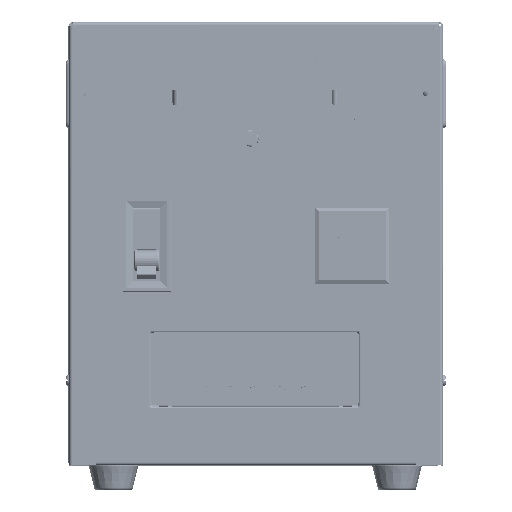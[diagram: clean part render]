
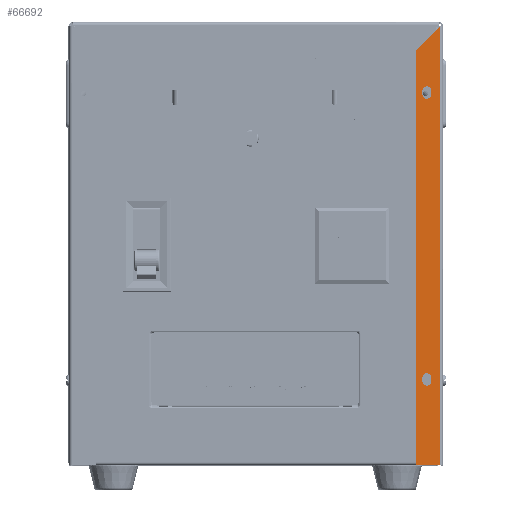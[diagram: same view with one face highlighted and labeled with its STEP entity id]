
A CAD part, top view. The second image highlights one B-rep face of the part: STEP entity #66692.
In plain terms, the highlighted face is planar.
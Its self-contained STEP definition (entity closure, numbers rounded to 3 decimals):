
#57 = CARTESIAN_POINT ( 'NONE',  ( 277., -40.81, 11.576 ) ) ;
#2183 = VERTEX_POINT ( 'NONE', #57 ) ;
#3539 = EDGE_LOOP ( 'NONE', ( #185281, #42078, #92915, #94263 ) ) ;
#9215 = CARTESIAN_POINT ( 'NONE',  ( 277., -40.81, 9.076 ) ) ;
#9932 = CARTESIAN_POINT ( 'NONE',  ( 277., -38.81, 6.576 ) ) ;
#10514 = EDGE_CURVE ( 'NONE', #85282, #50054, #194466, .T. ) ;
#10668 = VECTOR ( 'NONE', #71422, 1000. ) ;
#11149 = VECTOR ( 'NONE', #42867, 1000. ) ;
#11480 = CARTESIAN_POINT ( 'NONE',  ( 277., -38.81, 9.076 ) ) ;
#14223 = CARTESIAN_POINT ( 'NONE',  ( 277., 0., 0. ) ) ;
#16928 = DIRECTION ( 'NONE',  ( 0., 0., -1. ) ) ;
#21604 = VERTEX_POINT ( 'NONE', #194579 ) ;
#25955 = FACE_BOUND ( 'NONE', #60352, .T. ) ;
#30543 = EDGE_CURVE ( 'NONE', #43788, #164352, #110392, .T. ) ;
#33353 = AXIS2_PLACEMENT_3D ( 'NONE', #14223, #126196, #157190 ) ;
#37672 = CIRCLE ( 'NONE', #112574, 2.5 ) ;
#38558 = CARTESIAN_POINT ( 'NONE',  ( 277., -177.761, 177.054 ) ) ;
#42078 = ORIENTED_EDGE ( 'NONE', *, *, #60508, .F. ) ;
#42134 = EDGE_CURVE ( 'NONE', #21604, #202322, #201661, .T. ) ;
#42867 = DIRECTION ( 'NONE',  ( 0., 1., 0. ) ) ;
#43211 = DIRECTION ( 'NONE',  ( 1., 0., 0. ) ) ;
#43788 = VERTEX_POINT ( 'NONE', #51542 ) ;
#47539 = DIRECTION ( 'NONE',  ( 0., 0., 1. ) ) ;
#50054 = VERTEX_POINT ( 'NONE', #59820 ) ;
#50980 = DIRECTION ( 'NONE',  ( 1., 0., 0. ) ) ;
#51114 = CARTESIAN_POINT ( 'NONE',  ( 277., -38.81, 6.576 ) ) ;
#51466 = ORIENTED_EDGE ( 'NONE', *, *, #119742, .F. ) ;
#51542 = CARTESIAN_POINT ( 'NONE',  ( 277., -250., 15. ) ) ;
#52859 = CIRCLE ( 'NONE', #165272, 2.5 ) ;
#54693 = ORIENTED_EDGE ( 'NONE', *, *, #149441, .F. ) ;
#55866 = PLANE ( 'NONE',  #33353 ) ;
#58556 = CARTESIAN_POINT ( 'NONE',  ( 277., -202.81, 11.576 ) ) ;
#59820 = CARTESIAN_POINT ( 'NONE',  ( 277., -200.81, 6.576 ) ) ;
#60352 = EDGE_LOOP ( 'NONE', ( #54693, #190028, #51466, #202159 ) ) ;
#60508 = EDGE_CURVE ( 'NONE', #164352, #101214, #184766, .T. ) ;
#62132 = DIRECTION ( 'NONE',  ( 0., 1., 0. ) ) ;
#64688 = DIRECTION ( 'NONE',  ( 0., -1., 0. ) ) ;
#65553 = DIRECTION ( 'NONE',  ( 0., 1., 0. ) ) ;
#66692 = ADVANCED_FACE ( 'NONE', ( #172160, #25955, #151950 ), #55866, .T. ) ;
#71207 = DIRECTION ( 'NONE',  ( 0., 0., -1. ) ) ;
#71422 = DIRECTION ( 'NONE',  ( 0., -1., 0. ) ) ;
#74173 = DIRECTION ( 'NONE',  ( 0., 0., -1. ) ) ;
#76350 = CARTESIAN_POINT ( 'NONE',  ( 277., -202.81, 11.576 ) ) ;
#78601 = VERTEX_POINT ( 'NONE', #129931 ) ;
#80514 = EDGE_CURVE ( 'NONE', #50054, #21604, #159958, .T. ) ;
#83763 = LINE ( 'NONE', #160706, #157733 ) ;
#84025 = DIRECTION ( 'NONE',  ( 1., 0., 0. ) ) ;
#85014 = VERTEX_POINT ( 'NONE', #207354 ) ;
#85282 = VERTEX_POINT ( 'NONE', #122426 ) ;
#88549 = AXIS2_PLACEMENT_3D ( 'NONE', #101107, #84025, #71207 ) ;
#92915 = ORIENTED_EDGE ( 'NONE', *, *, #30543, .F. ) ;
#93531 = LINE ( 'NONE', #158659, #167662 ) ;
#94263 = ORIENTED_EDGE ( 'NONE', *, *, #156031, .F. ) ;
#101107 = CARTESIAN_POINT ( 'NONE',  ( 277., -202.81, 9.076 ) ) ;
#101214 = VERTEX_POINT ( 'NONE', #103585 ) ;
#102127 = VECTOR ( 'NONE', #62132, 1000. ) ;
#102379 = EDGE_CURVE ( 'NONE', #202322, #85282, #146624, .T. ) ;
#103585 = CARTESIAN_POINT ( 'NONE',  ( 277., -2.507, 1.8 ) ) ;
#103648 = DIRECTION ( 'NONE',  ( 0., 0.707, -0.707 ) ) ;
#106560 = ORIENTED_EDGE ( 'NONE', *, *, #80514, .F. ) ;
#110392 = LINE ( 'NONE', #175557, #152531 ) ;
#111372 = EDGE_CURVE ( 'NONE', #136851, #140466, #154955, .T. ) ;
#111582 = DIRECTION ( 'NONE',  ( 0., 0., -1. ) ) ;
#112574 = AXIS2_PLACEMENT_3D ( 'NONE', #11480, #112627, #111582 ) ;
#112627 = DIRECTION ( 'NONE',  ( 1., 0., 0. ) ) ;
#113259 = CARTESIAN_POINT ( 'NONE',  ( 277., -200.81, 6.576 ) ) ;
#114871 = EDGE_LOOP ( 'NONE', ( #154627, #131688, #106560, #122483 ) ) ;
#119742 = EDGE_CURVE ( 'NONE', #140466, #85014, #37672, .T. ) ;
#120646 = EDGE_CURVE ( 'NONE', #85014, #2183, #93531, .T. ) ;
#122426 = CARTESIAN_POINT ( 'NONE',  ( 277., -202.81, 6.576 ) ) ;
#122483 = ORIENTED_EDGE ( 'NONE', *, *, #10514, .F. ) ;
#122884 = CARTESIAN_POINT ( 'NONE',  ( 277., 0., 1.8 ) ) ;
#126196 = DIRECTION ( 'NONE',  ( 1., 0., 0. ) ) ;
#129931 = CARTESIAN_POINT ( 'NONE',  ( 277., -250., 1.8 ) ) ;
#130028 = EDGE_CURVE ( 'NONE', #78601, #101214, #204123, .T. ) ;
#131688 = ORIENTED_EDGE ( 'NONE', *, *, #42134, .F. ) ;
#132098 = CARTESIAN_POINT ( 'NONE',  ( 277., -200.81, 9.076 ) ) ;
#136851 = VERTEX_POINT ( 'NONE', #192786 ) ;
#140466 = VERTEX_POINT ( 'NONE', #51114 ) ;
#141196 = VECTOR ( 'NONE', #103648, 1000. ) ;
#146624 = CIRCLE ( 'NONE', #88549, 2.5 ) ;
#149441 = EDGE_CURVE ( 'NONE', #2183, #136851, #52859, .T. ) ;
#150307 = VECTOR ( 'NONE', #190152, 1000. ) ;
#151950 = FACE_OUTER_BOUND ( 'NONE', #3539, .T. ) ;
#152531 = VECTOR ( 'NONE', #65553, 1000. ) ;
#154627 = ORIENTED_EDGE ( 'NONE', *, *, #102379, .F. ) ;
#154955 = LINE ( 'NONE', #9932, #150307 ) ;
#156031 = EDGE_CURVE ( 'NONE', #78601, #43788, #83763, .T. ) ;
#157190 = DIRECTION ( 'NONE',  ( 0., 0., -1. ) ) ;
#157733 = VECTOR ( 'NONE', #47539, 1000. ) ;
#158659 = CARTESIAN_POINT ( 'NONE',  ( 277., -40.81, 11.576 ) ) ;
#159958 = CIRCLE ( 'NONE', #207744, 2.5 ) ;
#160706 = CARTESIAN_POINT ( 'NONE',  ( 277., -250., 15. ) ) ;
#164352 = VERTEX_POINT ( 'NONE', #179011 ) ;
#165272 = AXIS2_PLACEMENT_3D ( 'NONE', #9215, #43211, #74173 ) ;
#167662 = VECTOR ( 'NONE', #64688, 1000. ) ;
#172160 = FACE_BOUND ( 'NONE', #114871, .T. ) ;
#175557 = CARTESIAN_POINT ( 'NONE',  ( 277., -1.8, 15. ) ) ;
#179011 = CARTESIAN_POINT ( 'NONE',  ( 277., -15.707, 15. ) ) ;
#184766 = LINE ( 'NONE', #38558, #141196 ) ;
#185281 = ORIENTED_EDGE ( 'NONE', *, *, #130028, .T. ) ;
#190028 = ORIENTED_EDGE ( 'NONE', *, *, #120646, .F. ) ;
#190152 = DIRECTION ( 'NONE',  ( 0., 1., 0. ) ) ;
#192786 = CARTESIAN_POINT ( 'NONE',  ( 277., -40.81, 6.576 ) ) ;
#194466 = LINE ( 'NONE', #113259, #102127 ) ;
#194579 = CARTESIAN_POINT ( 'NONE',  ( 277., -200.81, 11.576 ) ) ;
#201661 = LINE ( 'NONE', #58556, #10668 ) ;
#202159 = ORIENTED_EDGE ( 'NONE', *, *, #111372, .F. ) ;
#202322 = VERTEX_POINT ( 'NONE', #76350 ) ;
#204123 = LINE ( 'NONE', #122884, #11149 ) ;
#207354 = CARTESIAN_POINT ( 'NONE',  ( 277., -38.81, 11.576 ) ) ;
#207744 = AXIS2_PLACEMENT_3D ( 'NONE', #132098, #50980, #16928 ) ;
